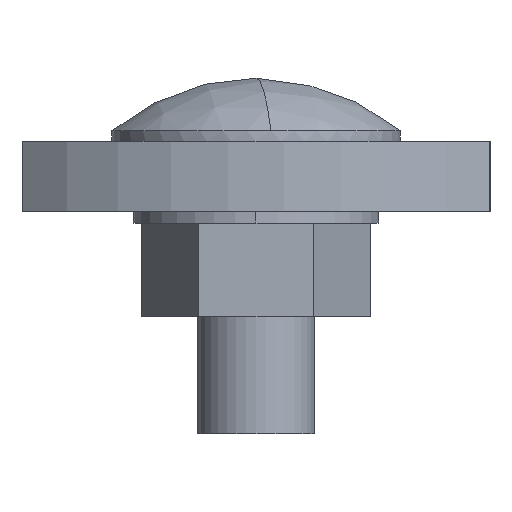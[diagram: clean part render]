
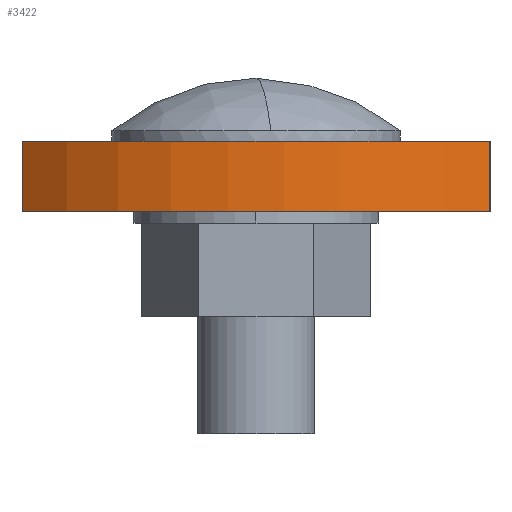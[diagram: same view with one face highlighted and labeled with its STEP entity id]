
A CAD part, left-side view. The second image highlights one B-rep face of the part: STEP entity #3422.
In plain terms, the highlighted cylindrical face has radius 30 mm (diameter 60 mm), a partial arc.
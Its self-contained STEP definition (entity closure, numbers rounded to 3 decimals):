
#84 = CIRCLE ( 'NONE', #3033, 30. ) ;
#368 = CARTESIAN_POINT ( 'NONE',  ( 7.639, 0., -1. ) ) ;
#369 = VECTOR ( 'NONE', #3487, 1000. ) ;
#472 = AXIS2_PLACEMENT_3D ( 'NONE', #3619, #2825, #4332 ) ;
#556 = VERTEX_POINT ( 'NONE', #368 ) ;
#635 = CARTESIAN_POINT ( 'NONE',  ( 7.639, 40., -1. ) ) ;
#650 = FACE_OUTER_BOUND ( 'NONE', #980, .T. ) ;
#980 = EDGE_LOOP ( 'NONE', ( #1428, #2644, #2991, #1612 ) ) ;
#1136 = AXIS2_PLACEMENT_3D ( 'NONE', #2161, #2177, #2801 ) ;
#1159 = CARTESIAN_POINT ( 'NONE',  ( 30., 20., -1. ) ) ;
#1214 = DIRECTION ( 'NONE',  ( 0., 0., -1. ) ) ;
#1428 = ORIENTED_EDGE ( 'NONE', *, *, #4478, .T. ) ;
#1443 = LINE ( 'NONE', #3119, #369 ) ;
#1612 = ORIENTED_EDGE ( 'NONE', *, *, #3212, .T. ) ;
#2050 = CIRCLE ( 'NONE', #1136, 30. ) ;
#2161 = CARTESIAN_POINT ( 'NONE',  ( 30., 20., 5. ) ) ;
#2177 = DIRECTION ( 'NONE',  ( 0., 0., -1. ) ) ;
#2576 = VERTEX_POINT ( 'NONE', #2714 ) ;
#2596 = DIRECTION ( 'NONE',  ( 1., 0., 0. ) ) ;
#2644 = ORIENTED_EDGE ( 'NONE', *, *, #4371, .F. ) ;
#2714 = CARTESIAN_POINT ( 'NONE',  ( 7.639, 40., 5. ) ) ;
#2801 = DIRECTION ( 'NONE',  ( 1., 0., 0. ) ) ;
#2825 = DIRECTION ( 'NONE',  ( 0., 0., 1. ) ) ;
#2991 = ORIENTED_EDGE ( 'NONE', *, *, #3092, .F. ) ;
#3033 = AXIS2_PLACEMENT_3D ( 'NONE', #1159, #1214, #2596 ) ;
#3092 = EDGE_CURVE ( 'NONE', #556, #4640, #84, .T. ) ;
#3119 = CARTESIAN_POINT ( 'NONE',  ( 7.639, 0., 2. ) ) ;
#3212 = EDGE_CURVE ( 'NONE', #556, #3893, #1443, .T. ) ;
#3376 = DIRECTION ( 'NONE',  ( 0., 0., 1. ) ) ;
#3422 = ADVANCED_FACE ( 'NONE', ( #650 ), #4258, .T. ) ;
#3430 = CARTESIAN_POINT ( 'NONE',  ( 7.639, 40., 2. ) ) ;
#3431 = CARTESIAN_POINT ( 'NONE',  ( 7.639, 0., 5. ) ) ;
#3487 = DIRECTION ( 'NONE',  ( 0., 0., 1. ) ) ;
#3619 = CARTESIAN_POINT ( 'NONE',  ( 30., 20., -1.15 ) ) ;
#3893 = VERTEX_POINT ( 'NONE', #3431 ) ;
#4161 = LINE ( 'NONE', #3430, #4266 ) ;
#4258 = CYLINDRICAL_SURFACE ( 'NONE', #472, 30. ) ;
#4266 = VECTOR ( 'NONE', #3376, 1000. ) ;
#4332 = DIRECTION ( 'NONE',  ( 1., 0., 0. ) ) ;
#4371 = EDGE_CURVE ( 'NONE', #4640, #2576, #4161, .T. ) ;
#4478 = EDGE_CURVE ( 'NONE', #3893, #2576, #2050, .T. ) ;
#4640 = VERTEX_POINT ( 'NONE', #635 ) ;
